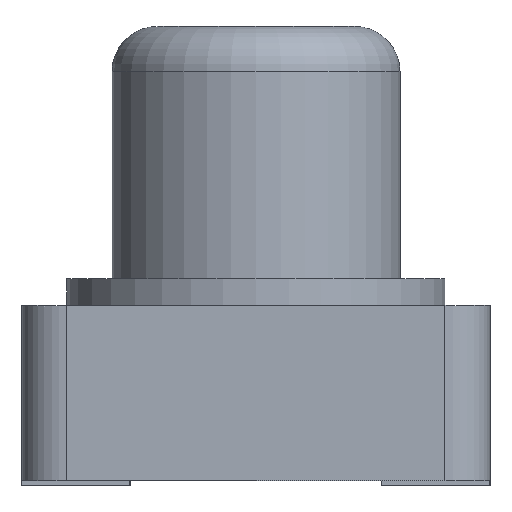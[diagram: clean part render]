
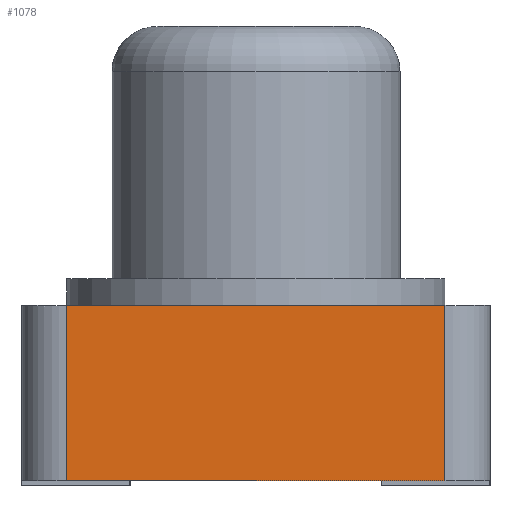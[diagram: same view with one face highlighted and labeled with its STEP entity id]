
A CAD part, left-side view. The second image highlights one B-rep face of the part: STEP entity #1078.
In plain terms, the highlighted planar face has unit normal (-1, 0, 0).
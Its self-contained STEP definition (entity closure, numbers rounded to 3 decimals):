
#1011=CARTESIAN_POINT('',(-6.65,2.1,2.0));
#1012=VERTEX_POINT('',#1011);
#1030=CARTESIAN_POINT('',(-6.65,2.1,0.05));
#1031=VERTEX_POINT('',#1030);
#1039=CARTESIAN_POINT('',(-6.65,2.1,0.05));
#1040=DIRECTION('',(0.0,0.0,1.0));
#1041=VECTOR('',#1040,1.95);
#1042=LINE('',#1039,#1041);
#1043=EDGE_CURVE('',#1031,#1012,#1042,.T.);
#1048=CARTESIAN_POINT('',(-6.65,-2.6,0.0));
#1049=DIRECTION('',(-1.0,0.0,0.0));
#1050=DIRECTION('',(0.0,0.0,1.0));
#1051=AXIS2_PLACEMENT_3D('',#1048,#1049,#1050);
#1052=PLANE('',#1051);
#1053=ORIENTED_EDGE('',*,*,#1043,.F.);
#1054=CARTESIAN_POINT('',(-6.65,-2.1,0.05));
#1055=VERTEX_POINT('',#1054);
#1056=CARTESIAN_POINT('',(-6.65,-2.1,0.05));
#1057=DIRECTION('',(0.0,1.0,0.0));
#1058=VECTOR('',#1057,4.2);
#1059=LINE('',#1056,#1058);
#1060=EDGE_CURVE('',#1055,#1031,#1059,.T.);
#1061=ORIENTED_EDGE('',*,*,#1060,.F.);
#1062=CARTESIAN_POINT('',(-6.65,-2.1,2.0));
#1063=VERTEX_POINT('',#1062);
#1064=CARTESIAN_POINT('',(-6.65,-2.1,2.0));
#1065=DIRECTION('',(0.0,0.0,-1.0));
#1066=VECTOR('',#1065,1.95);
#1067=LINE('',#1064,#1066);
#1068=EDGE_CURVE('',#1063,#1055,#1067,.T.);
#1069=ORIENTED_EDGE('',*,*,#1068,.F.);
#1070=CARTESIAN_POINT('',(-6.65,-2.1,2.0));
#1071=DIRECTION('',(0.0,1.0,0.0));
#1072=VECTOR('',#1071,4.2);
#1073=LINE('',#1070,#1072);
#1074=EDGE_CURVE('',#1063,#1012,#1073,.T.);
#1075=ORIENTED_EDGE('',*,*,#1074,.T.);
#1076=EDGE_LOOP('',(#1053,#1061,#1069,#1075));
#1077=FACE_OUTER_BOUND('',#1076,.T.);
#1078=ADVANCED_FACE('',(#1077),#1052,.T.);
